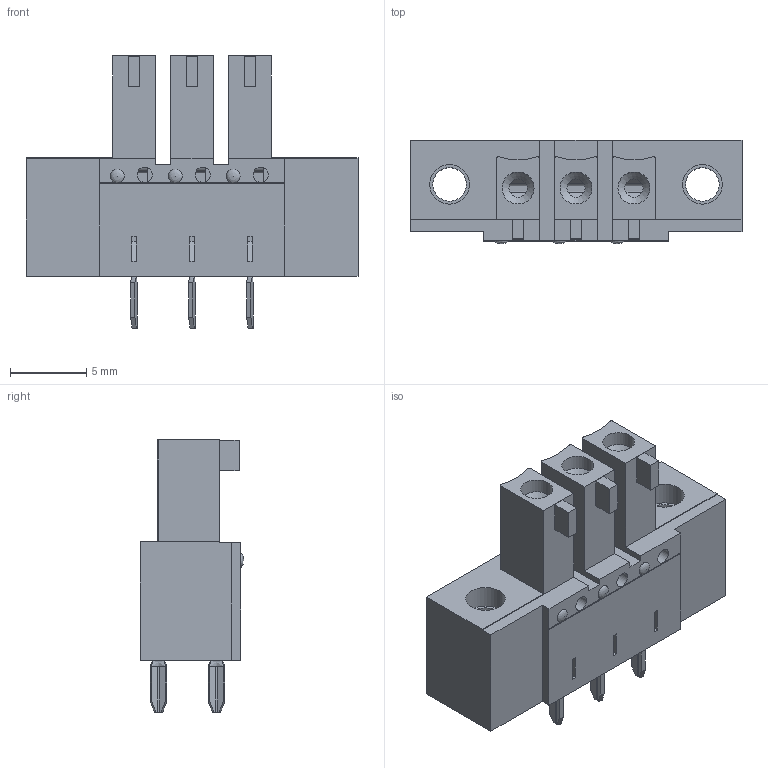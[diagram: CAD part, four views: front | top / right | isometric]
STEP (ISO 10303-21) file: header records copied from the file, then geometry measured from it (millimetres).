
FILE_DESCRIPTION( ( 'Unknown' ), '1' );
FILE_NAME( '691308330003.stp', 'Unknown', ( 'Unknown' ), ( 'Unknown' ), 'PSStep 18.0.17', 'Unknown', ' ' );
FILE_SCHEMA( ( 'AUTOMOTIVE_DESIGN { 1 0 10303 214 1 1 1 1 }' ) );
Length unit declared in the file: millimetre
Products named in the file (4): Assem1; 6913083300xx_Pin; 6913083300xx_Thread; 691308330003
Assembly tree (6 placements, depth 2):
  Assem1
    6913083300xx_Pin  x3
    6913083300xx_Thread  x2
    691308330003
Bounding box: 21.82 x 6.8 x 17.9 mm (x, y, z)
Volume: 869.3 mm3; surface area: 2398.6 mm2
Topology: 6 solids, 6 shells, 589 faces, 1614 edges, 1036 vertices
Faces by surface type: plane 459, cylinder 96, bspline 24, torus 4, revolution 3, cone 3
Full cylindrical faces by diameter (mm): 1 x3, 1.2 x3, 2.1 x3, 2.2 x2, 2.6 x2
Entity records: 15061 total; most frequent: CARTESIAN_POINT 2551, ORIENTED_EDGE 2016, DIRECTION 1822, EDGE_CURVE 1008, LINE 869, VECTOR 869, VERTEX_POINT 664, AXIS2_PLACEMENT_3D 475
